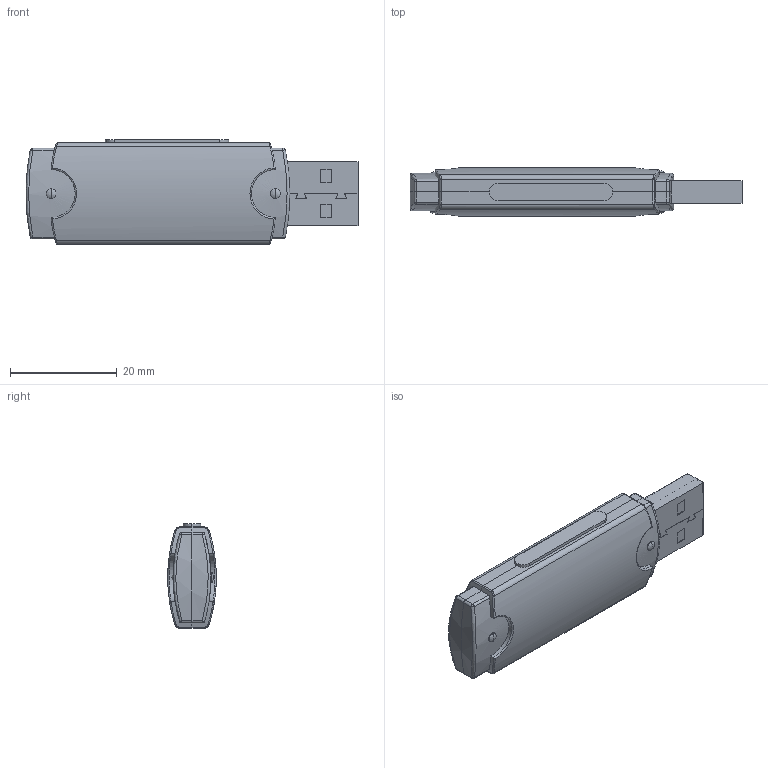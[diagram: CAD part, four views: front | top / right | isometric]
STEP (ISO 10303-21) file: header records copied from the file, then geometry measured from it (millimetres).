
FILE_DESCRIPTION (( 'STEP AP203' ), '1' );
FILE_NAME ('RK1808_USB_STICK-ORNEK.STEP', '2024-05-07T15:13:35', ( '' ), ( '' ), 'SwSTEP 2.0', 'SolidWorks 2018', '' );
FILE_SCHEMA (( 'CONFIG_CONTROL_DESIGN' ));
Length unit declared in the file: inch
Products named in the file (2): usb_stick_Predeterminado; RK1808_USB_STICK-ORNEK
Assembly tree (1 placements, depth 2):
  RK1808_USB_STICK-ORNEK
    usb_stick_Predeterminado
Bounding box: 62.21 x 9.09 x 19.59 mm (x, y, z)
Volume: 7278.6 mm3; surface area: 3559.4 mm2
Topology: 1 solids, 1 shells, 202 faces, 504 edges, 308 vertices
Faces by surface type: plane 91, cylinder 68, bspline 34, sphere 9
Entity records: 7784 total; most frequent: CARTESIAN_POINT 3141, ORIENTED_EDGE 982, DIRECTION 816, EDGE_CURVE 491, VERTEX_POINT 306, LINE 298, VECTOR 298, AXIS2_PLACEMENT_3D 259
